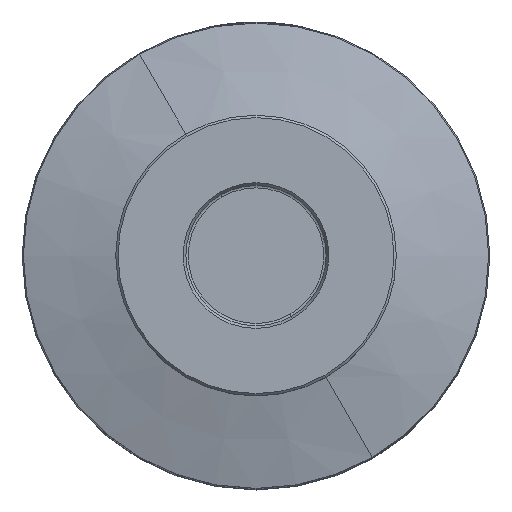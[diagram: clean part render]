
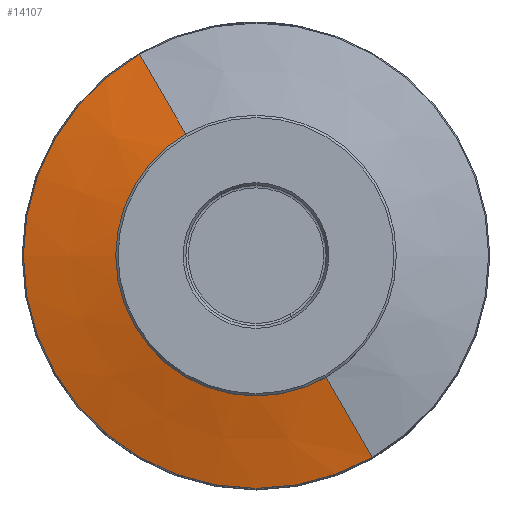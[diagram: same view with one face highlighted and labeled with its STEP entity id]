
A CAD part, top view. The second image highlights one B-rep face of the part: STEP entity #14107.
In plain terms, the highlighted conical face has half-angle 75 degrees and reference radius 39.875 mm.
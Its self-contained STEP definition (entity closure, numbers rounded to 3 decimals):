
#300=DIRECTION('',(-0.483,0.837,-0.259));
#301=VECTOR('',#300,20.447);
#302=CARTESIAN_POINT('',(-15.,25.981,58.292));
#303=LINE('',#302,#301);
#307=DIRECTION('',(0.483,-0.837,-0.259));
#308=VECTOR('',#307,20.447);
#309=CARTESIAN_POINT('',(15.,-25.981,58.292));
#310=LINE('',#309,#308);
#322=CARTESIAN_POINT('',(0.,0.,58.292));
#323=DIRECTION('',(0.,0.,1.));
#324=DIRECTION('',(-0.5,0.866,0.));
#325=AXIS2_PLACEMENT_3D('',#322,#323,#324);
#330=CARTESIAN_POINT('',(0.,0.,53.));
#331=DIRECTION('',(0.,0.,1.));
#332=DIRECTION('',(-0.5,0.866,0.));
#333=AXIS2_PLACEMENT_3D('',#330,#331,#332);
#13686=CARTESIAN_POINT('',(-15.,25.981,58.292));
#13687=VERTEX_POINT('',#13686);
#13688=CARTESIAN_POINT('',(-24.875,43.085,53.));
#13689=VERTEX_POINT('',#13688);
#13742=CARTESIAN_POINT('',(15.,-25.981,58.292));
#13743=VERTEX_POINT('',#13742);
#13744=CARTESIAN_POINT('',(24.875,-43.085,53.));
#13745=VERTEX_POINT('',#13744);
#14095=CARTESIAN_POINT('',(0.,0.,55.646));
#14096=DIRECTION('',(0.,0.,-1.));
#14097=DIRECTION('',(-0.5,0.866,0.));
#14098=AXIS2_PLACEMENT_3D('',#14095,#14096,#14097);
#14099=CONICAL_SURFACE('',#14098,39.875,75.);
#14100=ORIENTED_EDGE('',*,*,#14085,.F.);
#14101=ORIENTED_EDGE('',*,*,#14062,.T.);
#14102=ORIENTED_EDGE('',*,*,#14089,.T.);
#14104=ORIENTED_EDGE('',*,*,#14103,.F.);
#14105=EDGE_LOOP('',(#14100,#14101,#14102,#14104));
#14106=FACE_OUTER_BOUND('',#14105,.F.);
#14107=ADVANCED_FACE('',(#14106),#14099,.T.);
#326=CIRCLE('',#325,30.);
#334=CIRCLE('',#333,49.75);
#14062=EDGE_CURVE('',#13687,#13743,#326,.T.);
#14085=EDGE_CURVE('',#13687,#13689,#303,.T.);
#14089=EDGE_CURVE('',#13743,#13745,#310,.T.);
#14103=EDGE_CURVE('',#13689,#13745,#334,.T.);
